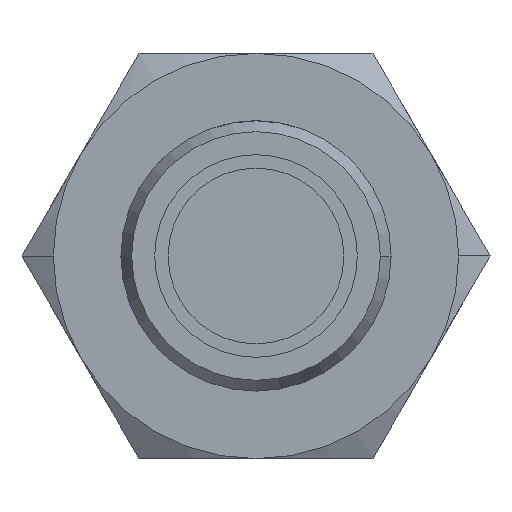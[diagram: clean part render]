
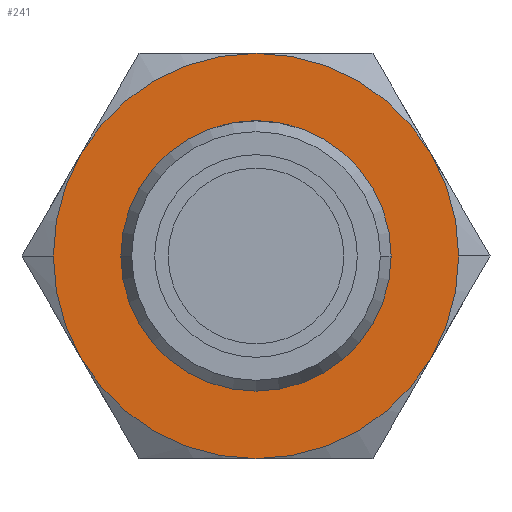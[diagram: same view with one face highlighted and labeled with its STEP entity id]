
A CAD part, front view. The second image highlights one B-rep face of the part: STEP entity #241.
In plain terms, the highlighted planar face has unit normal (0, -1, 0).
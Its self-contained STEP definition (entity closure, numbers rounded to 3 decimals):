
#241=ADVANCED_FACE('',(#395,#396),#397,.T.);
#395=FACE_OUTER_BOUND('',#556,.T.);
#396=FACE_BOUND('',#557,.T.);
#397=PLANE('',#558);
#556=EDGE_LOOP('',(#1055,#1056,#1057,#1058,#1059,#1060,#1061,#1062));
#557=EDGE_LOOP('',(#1063,#1064));
#558=AXIS2_PLACEMENT_3D('',#1065,#1066,#1067);
#1055=ORIENTED_EDGE('',*,*,#1255,.F.);
#1056=ORIENTED_EDGE('',*,*,#1241,.F.);
#1057=ORIENTED_EDGE('',*,*,#1244,.F.);
#1058=ORIENTED_EDGE('',*,*,#1246,.F.);
#1059=ORIENTED_EDGE('',*,*,#1239,.F.);
#1060=ORIENTED_EDGE('',*,*,#1250,.F.);
#1061=ORIENTED_EDGE('',*,*,#1253,.F.);
#1062=ORIENTED_EDGE('',*,*,#1235,.F.);
#1063=ORIENTED_EDGE('',*,*,#1275,.T.);
#1064=ORIENTED_EDGE('',*,*,#1219,.T.);
#1065=CARTESIAN_POINT('',(2.5,-4.0,0.0));
#1066=DIRECTION('',(0.0,-1.0,0.0));
#1067=DIRECTION('',(-1.0,0.0,0.0));
#1219=EDGE_CURVE('',#1437,#1434,#1438,.T.);
#1235=EDGE_CURVE('',#1464,#1467,#1468,.T.);
#1239=EDGE_CURVE('',#1473,#1471,#1475,.T.);
#1241=EDGE_CURVE('',#1477,#1479,#1480,.T.);
#1244=EDGE_CURVE('',#1483,#1477,#1485,.T.);
#1246=EDGE_CURVE('',#1471,#1483,#1487,.T.);
#1250=EDGE_CURVE('',#1491,#1473,#1493,.T.);
#1253=EDGE_CURVE('',#1467,#1491,#1497,.T.);
#1255=EDGE_CURVE('',#1479,#1464,#1499,.T.);
#1275=EDGE_CURVE('',#1434,#1437,#1527,.T.);
#1434=VERTEX_POINT('',#2012);
#1437=VERTEX_POINT('',#2016);
#1438=CIRCLE('',#2017,2.0);
#1464=VERTEX_POINT('',#2072);
#1467=VERTEX_POINT('',#2076);
#1468=CIRCLE('',#2077,3.0);
#1471=VERTEX_POINT('',#2091);
#1473=VERTEX_POINT('',#2094);
#1475=CIRCLE('',#2107,3.0);
#1477=VERTEX_POINT('',#2109);
#1479=VERTEX_POINT('',#2122);
#1480=CIRCLE('',#2123,3.0);
#1483=VERTEX_POINT('',#2137);
#1485=CIRCLE('',#2150,3.0);
#1487=CIRCLE('',#2163,3.0);
#1491=VERTEX_POINT('',#2189);
#1493=CIRCLE('',#2202,3.0);
#1497=CIRCLE('',#2228,3.0);
#1499=CIRCLE('',#2241,3.0);
#1527=CIRCLE('',#2379,2.0);
#2012=CARTESIAN_POINT('',(2.0,-4.0,0.0));
#2016=CARTESIAN_POINT('',(-2.0,-4.0,0.));
#2017=AXIS2_PLACEMENT_3D('',#2547,#2548,#2549);
#2072=CARTESIAN_POINT('',(3.0,-4.0,0.));
#2076=CARTESIAN_POINT('',(2.598,-4.0,-1.5));
#2077=AXIS2_PLACEMENT_3D('',#2573,#2574,#2575);
#2091=CARTESIAN_POINT('',(-3.0,-4.0,0.));
#2094=CARTESIAN_POINT('',(-2.598,-4.0,-1.5));
#2107=AXIS2_PLACEMENT_3D('',#2577,#2578,#2579);
#2109=CARTESIAN_POINT('',(0.,-4.0,3.0));
#2122=CARTESIAN_POINT('',(2.598,-4.0,1.5));
#2123=AXIS2_PLACEMENT_3D('',#2580,#2581,#2582);
#2137=CARTESIAN_POINT('',(-2.598,-4.0,1.5));
#2150=AXIS2_PLACEMENT_3D('',#2583,#2584,#2585);
#2163=AXIS2_PLACEMENT_3D('',#2586,#2587,#2588);
#2189=CARTESIAN_POINT('',(0.0,-4.0,-3.0));
#2202=AXIS2_PLACEMENT_3D('',#2589,#2590,#2591);
#2228=AXIS2_PLACEMENT_3D('',#2592,#2593,#2594);
#2241=AXIS2_PLACEMENT_3D('',#2595,#2596,#2597);
#2379=AXIS2_PLACEMENT_3D('',#2625,#2626,#2627);
#2547=CARTESIAN_POINT('',(0.0,-4.0,0.0));
#2548=DIRECTION('',(0.0,1.0,0.0));
#2549=DIRECTION('',(1.0,0.0,0.0));
#2573=CARTESIAN_POINT('',(0.0,-4.0,0.0));
#2574=DIRECTION('',(0.0,1.0,0.0));
#2575=DIRECTION('',(1.0,0.0,0.0));
#2577=CARTESIAN_POINT('',(0.0,-4.0,0.0));
#2578=DIRECTION('',(0.0,1.0,0.0));
#2579=DIRECTION('',(1.0,0.0,0.0));
#2580=CARTESIAN_POINT('',(0.0,-4.0,0.0));
#2581=DIRECTION('',(0.0,1.0,0.0));
#2582=DIRECTION('',(1.0,0.0,0.0));
#2583=CARTESIAN_POINT('',(0.0,-4.0,0.0));
#2584=DIRECTION('',(0.0,1.0,0.0));
#2585=DIRECTION('',(1.0,0.0,0.0));
#2586=CARTESIAN_POINT('',(0.0,-4.0,0.0));
#2587=DIRECTION('',(0.0,1.0,0.0));
#2588=DIRECTION('',(1.0,0.0,0.0));
#2589=CARTESIAN_POINT('',(0.0,-4.0,0.0));
#2590=DIRECTION('',(0.0,1.0,0.0));
#2591=DIRECTION('',(1.0,0.0,0.0));
#2592=CARTESIAN_POINT('',(0.0,-4.0,0.0));
#2593=DIRECTION('',(0.0,1.0,0.0));
#2594=DIRECTION('',(1.0,0.0,0.0));
#2595=CARTESIAN_POINT('',(0.0,-4.0,0.0));
#2596=DIRECTION('',(0.0,1.0,0.0));
#2597=DIRECTION('',(1.0,0.0,0.0));
#2625=CARTESIAN_POINT('',(0.0,-4.0,0.0));
#2626=DIRECTION('',(0.0,1.0,0.0));
#2627=DIRECTION('',(1.0,0.0,0.0));
